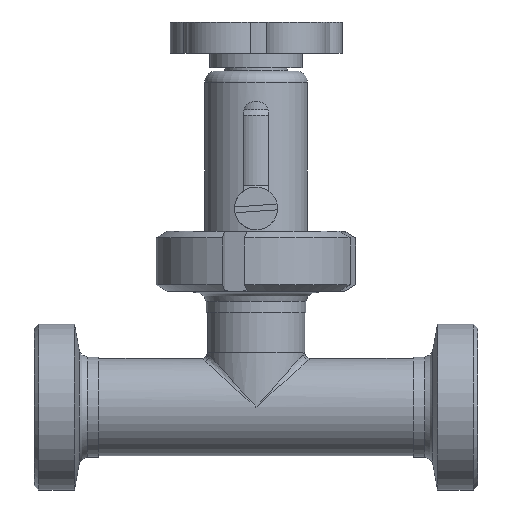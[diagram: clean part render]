
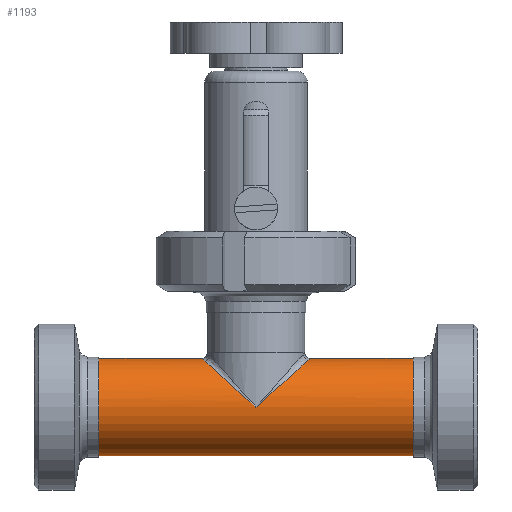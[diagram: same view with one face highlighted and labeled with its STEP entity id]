
A CAD part, front view. The second image highlights one B-rep face of the part: STEP entity #1193.
In plain terms, the highlighted cylindrical face has radius 17 mm (diameter 34 mm), a full revolution.
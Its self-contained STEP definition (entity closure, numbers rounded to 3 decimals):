
#867=CARTESIAN_POINT('',(0.0,17.0,0.0));
#868=VERTEX_POINT('',#867);
#869=CARTESIAN_POINT('',(0.0,-17.0,0.0));
#870=VERTEX_POINT('',#869);
#871=CARTESIAN_POINT('',(0.0,0.0,0.0));
#872=DIRECTION('',(0.667,0.0,0.745));
#873=DIRECTION('',(-0.745,0.0,0.667));
#874=AXIS2_PLACEMENT_3D('',#871,#872,#873);
#875=ELLIPSE('',#874,25.495,17.);
#876=EDGE_CURVE('',#868,#870,#875,.T.);
#1068=CARTESIAN_POINT('',(0.0,0.0,0.0));
#1069=DIRECTION('',(-0.667,0.0,0.745));
#1070=DIRECTION('',(0.745,0.0,0.667));
#1071=AXIS2_PLACEMENT_3D('',#1068,#1069,#1070);
#1072=ELLIPSE('',#1071,25.495,17.);
#1073=EDGE_CURVE('',#870,#868,#1072,.T.);
#1162=CARTESIAN_POINT('',(0.0,0.0,0.0));
#1163=DIRECTION('',(-1.0,0.0,0.0));
#1164=DIRECTION('',(0.0,-1.0,0.0));
#1165=AXIS2_PLACEMENT_3D('',#1162,#1163,#1164);
#1166=CYLINDRICAL_SURFACE('',#1165,17.);
#1167=CARTESIAN_POINT('',(-55.0,-17.,0.0));
#1168=VERTEX_POINT('',#1167);
#1169=CARTESIAN_POINT('',(-55.0,0.0,0.0));
#1170=DIRECTION('',(-1.0,0.0,0.0));
#1171=DIRECTION('',(0.0,-1.0,0.0));
#1172=AXIS2_PLACEMENT_3D('',#1169,#1170,#1171);
#1173=CIRCLE('',#1172,17.);
#1174=EDGE_CURVE('',#1168,#1168,#1173,.T.);
#1175=ORIENTED_EDGE('',*,*,#1174,.F.);
#1176=EDGE_LOOP('',(#1175));
#1177=FACE_OUTER_BOUND('',#1176,.T.);
#1178=ORIENTED_EDGE('',*,*,#1073,.F.);
#1179=ORIENTED_EDGE('',*,*,#876,.F.);
#1180=EDGE_LOOP('',(#1178,#1179));
#1181=FACE_BOUND('',#1180,.T.);
#1182=CARTESIAN_POINT('',(55.0,-17.,0.0));
#1183=VERTEX_POINT('',#1182);
#1184=CARTESIAN_POINT('',(55.,0.0,0.0));
#1185=DIRECTION('',(-1.0,0.0,0.0));
#1186=DIRECTION('',(0.0,-1.0,0.0));
#1187=AXIS2_PLACEMENT_3D('',#1184,#1185,#1186);
#1188=CIRCLE('',#1187,17.);
#1189=EDGE_CURVE('',#1183,#1183,#1188,.T.);
#1190=ORIENTED_EDGE('',*,*,#1189,.T.);
#1191=EDGE_LOOP('',(#1190));
#1192=FACE_BOUND('',#1191,.T.);
#1193=ADVANCED_FACE('',(#1177,#1181,#1192),#1166,.T.);
